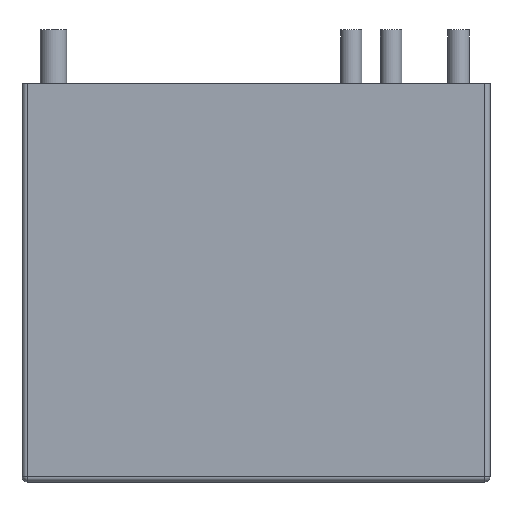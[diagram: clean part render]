
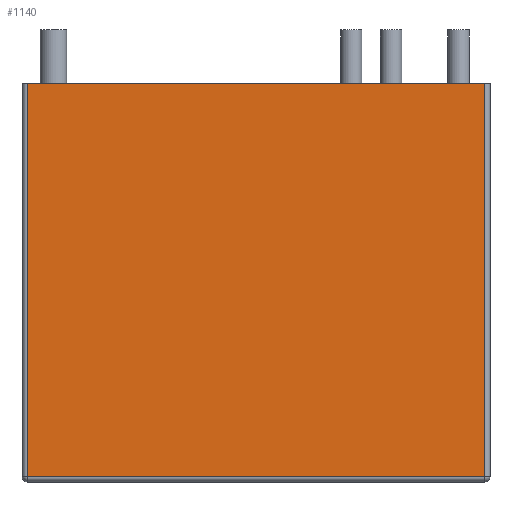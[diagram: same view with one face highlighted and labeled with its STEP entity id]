
A CAD part, front view. The second image highlights one B-rep face of the part: STEP entity #1140.
In plain terms, the highlighted planar face has unit normal (0, -1, 0).
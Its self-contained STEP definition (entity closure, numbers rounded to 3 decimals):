
#11 = CARTESIAN_POINT ( 'NONE',  ( 0., 0., -15. ) ) ;
#14 = LINE ( 'NONE', #506, #1106 ) ;
#38 = VERTEX_POINT ( 'NONE', #1144 ) ;
#41 = FACE_OUTER_BOUND ( 'NONE', #283, .T. ) ;
#112 = EDGE_CURVE ( 'NONE', #509, #38, #513, .T. ) ;
#126 = LINE ( 'NONE', #321, #617 ) ;
#134 = CARTESIAN_POINT ( 'NONE',  ( 0.2, 0., -14.8 ) ) ;
#181 = CARTESIAN_POINT ( 'NONE',  ( 17.4, 0., -15. ) ) ;
#183 = VECTOR ( 'NONE', #274, 1000. ) ;
#205 = CARTESIAN_POINT ( 'NONE',  ( 0.2, 0., 0. ) ) ;
#224 = CARTESIAN_POINT ( 'NONE',  ( 0., 0., -14.8 ) ) ;
#274 = DIRECTION ( 'NONE',  ( 0., 0., 1. ) ) ;
#283 = EDGE_LOOP ( 'NONE', ( #711, #315, #337, #418 ) ) ;
#286 = VECTOR ( 'NONE', #1212, 1000. ) ;
#315 = ORIENTED_EDGE ( 'NONE', *, *, #112, .T. ) ;
#321 = CARTESIAN_POINT ( 'NONE',  ( 0.2, 0., -15. ) ) ;
#337 = ORIENTED_EDGE ( 'NONE', *, *, #363, .F. ) ;
#352 = EDGE_CURVE ( 'NONE', #396, #509, #1224, .T. ) ;
#363 = EDGE_CURVE ( 'NONE', #1198, #38, #14, .T. ) ;
#396 = VERTEX_POINT ( 'NONE', #134 ) ;
#418 = ORIENTED_EDGE ( 'NONE', *, *, #912, .T. ) ;
#506 = CARTESIAN_POINT ( 'NONE',  ( 0., 0., 0. ) ) ;
#509 = VERTEX_POINT ( 'NONE', #624 ) ;
#513 = LINE ( 'NONE', #181, #183 ) ;
#573 = PLANE ( 'NONE',  #1077 ) ;
#586 = DIRECTION ( 'NONE',  ( 0., 0., -1. ) ) ;
#617 = VECTOR ( 'NONE', #1011, 1000. ) ;
#624 = CARTESIAN_POINT ( 'NONE',  ( 17.4, 0., -14.8 ) ) ;
#711 = ORIENTED_EDGE ( 'NONE', *, *, #352, .T. ) ;
#912 = EDGE_CURVE ( 'NONE', #1198, #396, #126, .T. ) ;
#1011 = DIRECTION ( 'NONE',  ( 0., 0., -1. ) ) ;
#1077 = AXIS2_PLACEMENT_3D ( 'NONE', #11, #1177, #586 ) ;
#1106 = VECTOR ( 'NONE', #1201, 1000. ) ;
#1140 = ADVANCED_FACE ( 'NONE', ( #41 ), #573, .T. ) ;
#1144 = CARTESIAN_POINT ( 'NONE',  ( 17.4, 0., 0. ) ) ;
#1177 = DIRECTION ( 'NONE',  ( 0., -1., 0. ) ) ;
#1198 = VERTEX_POINT ( 'NONE', #205 ) ;
#1201 = DIRECTION ( 'NONE',  ( 1., 0., 0. ) ) ;
#1212 = DIRECTION ( 'NONE',  ( 1., 0., 0. ) ) ;
#1224 = LINE ( 'NONE', #224, #286 ) ;
